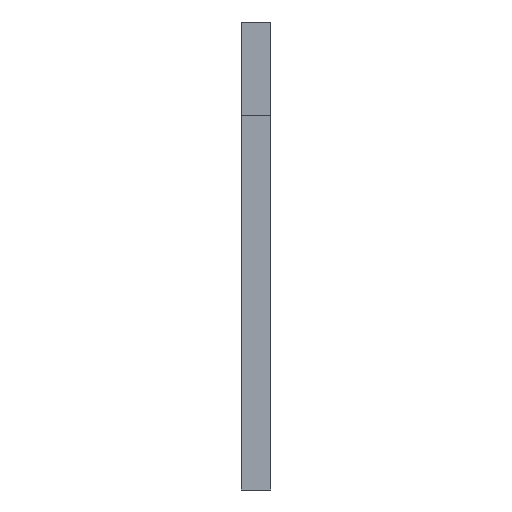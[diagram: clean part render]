
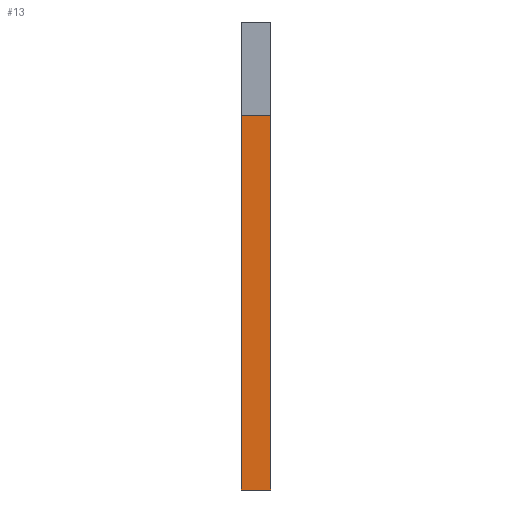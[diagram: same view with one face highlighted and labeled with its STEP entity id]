
A CAD part, left-side view. The second image highlights one B-rep face of the part: STEP entity #13.
In plain terms, the highlighted planar face has unit normal (-1, 0, 0).
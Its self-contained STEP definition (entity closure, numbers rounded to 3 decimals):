
#7 = VERTEX_POINT ( 'NONE', #159 ) ;
#13 = ADVANCED_FACE ( 'NONE', ( #841 ), #1386, .F. ) ;
#35 = DIRECTION ( 'NONE',  ( 1., 0., 0. ) ) ;
#57 = LINE ( 'NONE', #151, #1678 ) ;
#151 = CARTESIAN_POINT ( 'NONE',  ( -69.5, 5., -80. ) ) ;
#158 = ORIENTED_EDGE ( 'NONE', *, *, #1431, .F. ) ;
#159 = CARTESIAN_POINT ( 'NONE',  ( -69.5, 5., 64. ) ) ;
#160 = EDGE_LOOP ( 'NONE', ( #158, #1618, #346, #1608 ) ) ;
#240 = DIRECTION ( 'NONE',  ( 0., 0., 1. ) ) ;
#281 = VECTOR ( 'NONE', #240, 1000. ) ;
#287 = VECTOR ( 'NONE', #1494, 1000. ) ;
#299 = DIRECTION ( 'NONE',  ( 0., 0., 1. ) ) ;
#346 = ORIENTED_EDGE ( 'NONE', *, *, #437, .T. ) ;
#358 = AXIS2_PLACEMENT_3D ( 'NONE', #703, #35, #573 ) ;
#437 = EDGE_CURVE ( 'NONE', #807, #1400, #1613, .T. ) ;
#523 = CARTESIAN_POINT ( 'NONE',  ( -69.5, 0., 64. ) ) ;
#534 = LINE ( 'NONE', #1081, #287 ) ;
#573 = DIRECTION ( 'NONE',  ( 0., 0., -1. ) ) ;
#672 = CARTESIAN_POINT ( 'NONE',  ( -69.5, 0., 0. ) ) ;
#703 = CARTESIAN_POINT ( 'NONE',  ( -69.5, 5., -80. ) ) ;
#807 = VERTEX_POINT ( 'NONE', #672 ) ;
#841 = FACE_OUTER_BOUND ( 'NONE', #160, .T. ) ;
#858 = LINE ( 'NONE', #1544, #964 ) ;
#964 = VECTOR ( 'NONE', #1706, 1000. ) ;
#1081 = CARTESIAN_POINT ( 'NONE',  ( -69.5, 0., 64. ) ) ;
#1082 = EDGE_CURVE ( 'NONE', #1555, #807, #858, .T. ) ;
#1200 = CARTESIAN_POINT ( 'NONE',  ( -69.5, 0., -80. ) ) ;
#1317 = CARTESIAN_POINT ( 'NONE',  ( -69.5, 5., 0. ) ) ;
#1386 = PLANE ( 'NONE',  #358 ) ;
#1400 = VERTEX_POINT ( 'NONE', #523 ) ;
#1406 = EDGE_CURVE ( 'NONE', #1400, #7, #534, .T. ) ;
#1431 = EDGE_CURVE ( 'NONE', #1555, #7, #57, .T. ) ;
#1494 = DIRECTION ( 'NONE',  ( 0., 1., 0. ) ) ;
#1544 = CARTESIAN_POINT ( 'NONE',  ( -69.5, 5., 0. ) ) ;
#1555 = VERTEX_POINT ( 'NONE', #1317 ) ;
#1608 = ORIENTED_EDGE ( 'NONE', *, *, #1406, .T. ) ;
#1613 = LINE ( 'NONE', #1200, #281 ) ;
#1618 = ORIENTED_EDGE ( 'NONE', *, *, #1082, .T. ) ;
#1678 = VECTOR ( 'NONE', #299, 1000. ) ;
#1706 = DIRECTION ( 'NONE',  ( 0., -1., 0. ) ) ;
